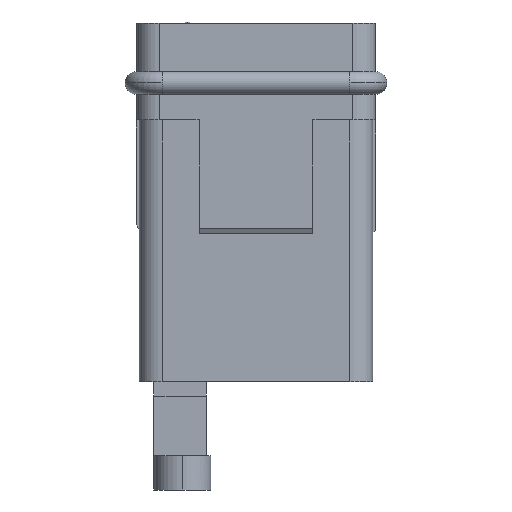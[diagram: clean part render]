
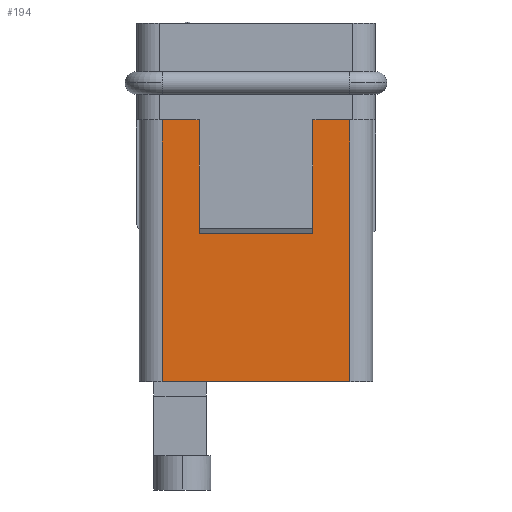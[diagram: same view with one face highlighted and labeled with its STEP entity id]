
A CAD part, left-side view. The second image highlights one B-rep face of the part: STEP entity #194.
In plain terms, the highlighted planar face has unit normal (-1, 0, 0).
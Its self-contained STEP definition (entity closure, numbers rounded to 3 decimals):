
#13 = EDGE_CURVE ( 'NONE', #5363, #8551, #8331, .T. ) ;
#99 = VERTEX_POINT ( 'NONE', #6214 ) ;
#194 = ADVANCED_FACE ( 'NONE', ( #5802 ), #3324, .T. ) ;
#209 = VECTOR ( 'NONE', #561, 1000. ) ;
#316 = CARTESIAN_POINT ( 'NONE',  ( -10.25, 8.25, -23. ) ) ;
#561 = DIRECTION ( 'NONE',  ( 0., 0., 1. ) ) ;
#573 = VECTOR ( 'NONE', #5102, 1000. ) ;
#708 = CARTESIAN_POINT ( 'NONE',  ( -10.25, 8.25, -23. ) ) ;
#1241 = EDGE_CURVE ( 'NONE', #3245, #9328, #5964, .T. ) ;
#1296 = CARTESIAN_POINT ( 'NONE',  ( -10.25, -8.25, -23. ) ) ;
#1477 = CARTESIAN_POINT ( 'NONE',  ( -10.25, -5., -9.933 ) ) ;
#1560 = EDGE_CURVE ( 'NONE', #99, #9328, #1577, .T. ) ;
#1577 = LINE ( 'NONE', #8909, #3272 ) ;
#1992 = ORIENTED_EDGE ( 'NONE', *, *, #4520, .T. ) ;
#2226 = ORIENTED_EDGE ( 'NONE', *, *, #2282, .F. ) ;
#2230 = ORIENTED_EDGE ( 'NONE', *, *, #1241, .T. ) ;
#2282 = EDGE_CURVE ( 'NONE', #8551, #3683, #3253, .T. ) ;
#2356 = EDGE_LOOP ( 'NONE', ( #3421, #3457, #4704, #2226, #8988, #1992, #2230, #3713 ) ) ;
#2606 = CARTESIAN_POINT ( 'NONE',  ( -10.25, 5., 0. ) ) ;
#2781 = VECTOR ( 'NONE', #5361, 1000. ) ;
#2799 = EDGE_CURVE ( 'NONE', #99, #3374, #4416, .T. ) ;
#2871 = VECTOR ( 'NONE', #5493, 1000. ) ;
#2938 = CARTESIAN_POINT ( 'NONE',  ( -10.25, -8.25, 0. ) ) ;
#3245 = VERTEX_POINT ( 'NONE', #7862 ) ;
#3253 = LINE ( 'NONE', #2938, #7082 ) ;
#3272 = VECTOR ( 'NONE', #6764, 1000. ) ;
#3324 = PLANE ( 'NONE',  #4945 ) ;
#3374 = VERTEX_POINT ( 'NONE', #1477 ) ;
#3421 = ORIENTED_EDGE ( 'NONE', *, *, #2799, .T. ) ;
#3435 = CARTESIAN_POINT ( 'NONE',  ( -10.25, 5., -23. ) ) ;
#3457 = ORIENTED_EDGE ( 'NONE', *, *, #8662, .T. ) ;
#3619 = CARTESIAN_POINT ( 'NONE',  ( -10.25, -8.25, -23. ) ) ;
#3651 = VECTOR ( 'NONE', #8526, 1000. ) ;
#3683 = VERTEX_POINT ( 'NONE', #2606 ) ;
#3713 = ORIENTED_EDGE ( 'NONE', *, *, #1560, .F. ) ;
#4057 = DIRECTION ( 'NONE',  ( -1., 0., 0. ) ) ;
#4231 = VECTOR ( 'NONE', #8672, 1000. ) ;
#4416 = LINE ( 'NONE', #7246, #573 ) ;
#4520 = EDGE_CURVE ( 'NONE', #5363, #3245, #5672, .T. ) ;
#4704 = ORIENTED_EDGE ( 'NONE', *, *, #8780, .T. ) ;
#4761 = CARTESIAN_POINT ( 'NONE',  ( -10.25, -8.5, -9.933 ) ) ;
#4945 = AXIS2_PLACEMENT_3D ( 'NONE', #8396, #4057, #9093 ) ;
#5006 = LINE ( 'NONE', #4761, #2871 ) ;
#5102 = DIRECTION ( 'NONE',  ( 0., 0., -1. ) ) ;
#5294 = CARTESIAN_POINT ( 'NONE',  ( -10.25, 8.25, 0. ) ) ;
#5361 = DIRECTION ( 'NONE',  ( 0., 0., 1. ) ) ;
#5363 = VERTEX_POINT ( 'NONE', #708 ) ;
#5493 = DIRECTION ( 'NONE',  ( 0., 1., 0. ) ) ;
#5569 = LINE ( 'NONE', #3435, #3651 ) ;
#5672 = LINE ( 'NONE', #3619, #4231 ) ;
#5675 = CARTESIAN_POINT ( 'NONE',  ( -10.25, -8.25, 0. ) ) ;
#5802 = FACE_OUTER_BOUND ( 'NONE', #2356, .T. ) ;
#5964 = LINE ( 'NONE', #1296, #209 ) ;
#6214 = CARTESIAN_POINT ( 'NONE',  ( -10.25, -5., 0. ) ) ;
#6764 = DIRECTION ( 'NONE',  ( 0., -1., 0. ) ) ;
#7082 = VECTOR ( 'NONE', #7996, 1000. ) ;
#7246 = CARTESIAN_POINT ( 'NONE',  ( -10.25, -5., -23. ) ) ;
#7289 = CARTESIAN_POINT ( 'NONE',  ( -10.25, 5., -9.933 ) ) ;
#7862 = CARTESIAN_POINT ( 'NONE',  ( -10.25, -8.25, -23. ) ) ;
#7996 = DIRECTION ( 'NONE',  ( 0., -1., 0. ) ) ;
#7999 = VERTEX_POINT ( 'NONE', #7289 ) ;
#8331 = LINE ( 'NONE', #316, #2781 ) ;
#8396 = CARTESIAN_POINT ( 'NONE',  ( -10.25, -8.25, -23. ) ) ;
#8526 = DIRECTION ( 'NONE',  ( 0., 0., 1. ) ) ;
#8551 = VERTEX_POINT ( 'NONE', #5294 ) ;
#8662 = EDGE_CURVE ( 'NONE', #3374, #7999, #5006, .T. ) ;
#8672 = DIRECTION ( 'NONE',  ( 0., -1., 0. ) ) ;
#8780 = EDGE_CURVE ( 'NONE', #7999, #3683, #5569, .T. ) ;
#8909 = CARTESIAN_POINT ( 'NONE',  ( -10.25, -8.25, 0. ) ) ;
#8988 = ORIENTED_EDGE ( 'NONE', *, *, #13, .F. ) ;
#9093 = DIRECTION ( 'NONE',  ( 0., 0., 1. ) ) ;
#9328 = VERTEX_POINT ( 'NONE', #5675 ) ;
